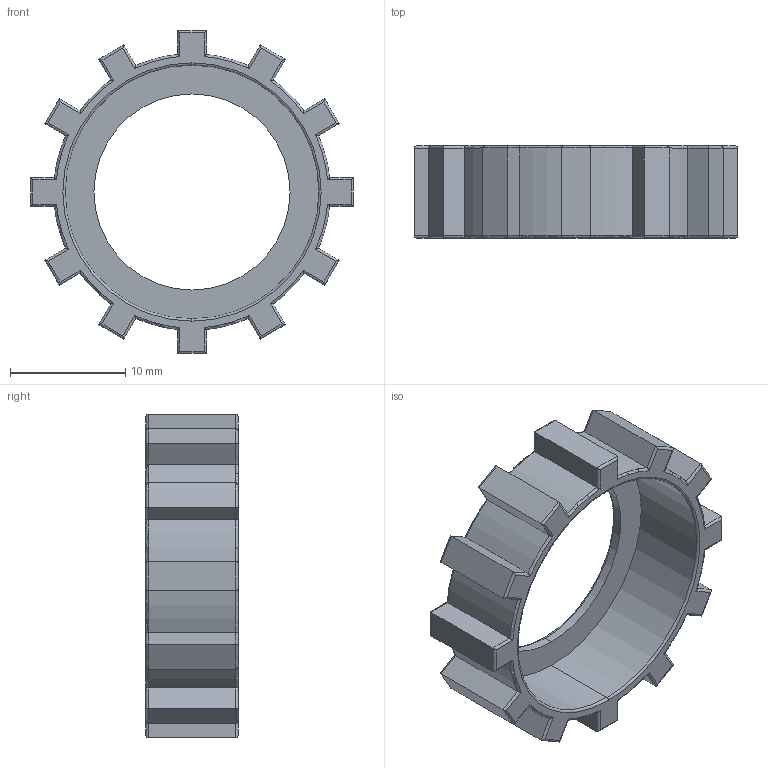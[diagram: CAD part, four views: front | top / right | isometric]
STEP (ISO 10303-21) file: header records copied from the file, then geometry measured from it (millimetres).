
FILE_DESCRIPTION (( 'STEP AP203' ), '1' );
FILE_NAME ('Moby-RV-3_Défaut_sldprt.STEP', '2019-11-01T12:18:45', ( '' ), ( '' ), 'SwSTEP 2.0', 'SolidWorks 2017', '' );
FILE_SCHEMA (( 'CONFIG_CONTROL_DESIGN' ));
Length unit declared in the file: millimetre
Products named in the file (1): Moby-RV-3_Défaut_sldprt
Bounding box: 28 x 8 x 28 mm (x, y, z)
Volume: 1213.2 mm3; surface area: 2076.6 mm2
Topology: 1 solids, 1 shells, 155 faces, 356 edges, 204 vertices
Faces by surface type: cylinder 88, plane 39, torus 28
Entity records: 4439 total; most frequent: CARTESIAN_POINT 1100, ORIENTED_EDGE 712, DIRECTION 636, EDGE_CURVE 356, AXIS2_PLACEMENT_3D 220, VERTEX_POINT 204, VECTOR 196, LINE 196
